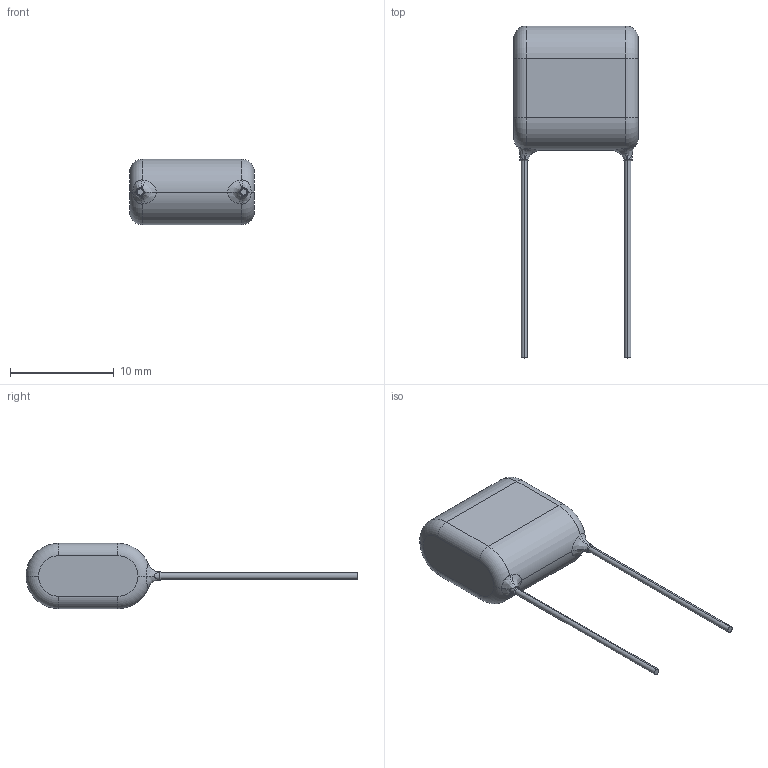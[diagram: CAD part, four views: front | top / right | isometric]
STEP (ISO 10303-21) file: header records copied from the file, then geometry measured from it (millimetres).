
FILE_DESCRIPTION (( 'STEP AP214' ), '1' );
FILE_NAME ('ECQE4104JF.STEP', '2021-05-25T22:57:53', ( '' ), ( '' ), 'SwSTEP 2.0', 'SolidWorks 2020', '' );
FILE_SCHEMA (( 'AUTOMOTIVE_DESIGN' ));
Length unit declared in the file: millimetre
Products named in the file (1): ECQE4104JF
Bounding box: 12 x 32 x 6.3 mm (x, y, z)
Volume: 799.6 mm3; surface area: 552.6 mm2
Topology: 3 solids, 3 shells, 52 faces, 112 edges, 66 vertices
Faces by surface type: cylinder 12, torus 12, bspline 12, plane 10, cone 6
Entity records: 1830 total; most frequent: CARTESIAN_POINT 703, DIRECTION 228, ORIENTED_EDGE 224, EDGE_CURVE 112, AXIS2_PLACEMENT_3D 103, VERTEX_POINT 66, CIRCLE 62, FACE_OUTER_BOUND 52
